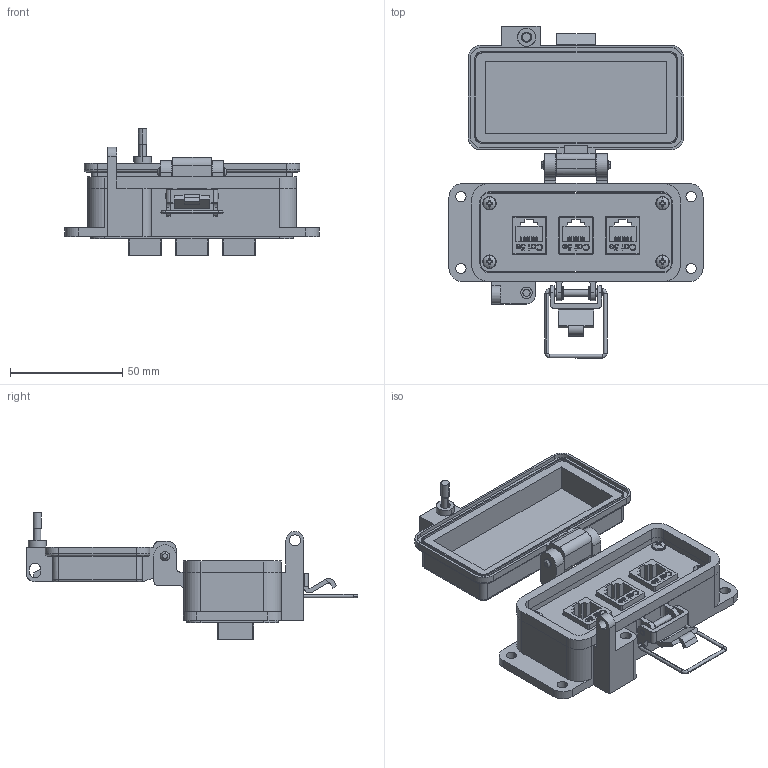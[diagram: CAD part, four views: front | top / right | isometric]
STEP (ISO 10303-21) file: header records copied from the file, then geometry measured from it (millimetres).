
FILE_DESCRIPTION (( 'STEP AP203' ), '1' );
FILE_NAME ('P-R2#3-F3RX_3D.STEP', '2019-07-17T14:05:15', ( '' ), ( '' ), 'SwSTEP 2.0', 'SolidWorks 2019', '' );
FILE_SCHEMA (( 'CONFIG_CONTROL_DESIGN' ));
Length unit declared in the file: millimetre
Products named in the file (12): P-R2#3-F3RX_TP060_1; Z-000-4243316TFP; P-R2#3-F3RX_FP060_1; Z-300-RJ45CAT5; R2; Z-H-F3_B; -F3; 92005A124_METRIC PAN HEAD PHILLIPS MACHINE SCREW_92005A124; P-R2#3-F3RX_3D; P-R2#3-F3RX_BP180_1
Assembly tree (18 placements, depth 3):
  P-R2#3-F3RX_3D
    P-R2#3-F3RX_BP180_1
    P-R2#3-F3RX_TP060_1
    Z-000-4243316TFP  x3
    P-R2#3-F3RX_FP060_1
    R2
      Z-300-RJ45CAT5
    R2
      Z-300-RJ45CAT5
    R2
      Z-300-RJ45CAT5
    -F3
      Z-H-F3_B
    92005A124_METRIC PAN HEAD PHILLIPS MACHINE SCREW_92005A124  x4
Bounding box: 113 x 147.61 x 56.19 mm (x, y, z)
Volume: 95549.8 mm3; surface area: 76025.3 mm2
Topology: 23 solids, 23 shells, 2412 faces, 6757 edges, 4476 vertices
Faces by surface type: plane 1012, cylinder 905, bspline 400, cone 71, torus 16, sphere 8
Entity records: 48008 total; most frequent: CARTESIAN_POINT 18550, ORIENTED_EDGE 6458, DIRECTION 4951, EDGE_CURVE 3229, VERTEX_POINT 2137, LINE 1859, VECTOR 1859, AXIS2_PLACEMENT_3D 1546
